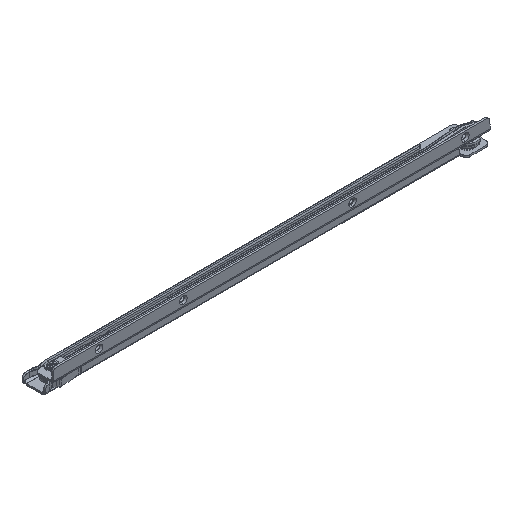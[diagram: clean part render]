
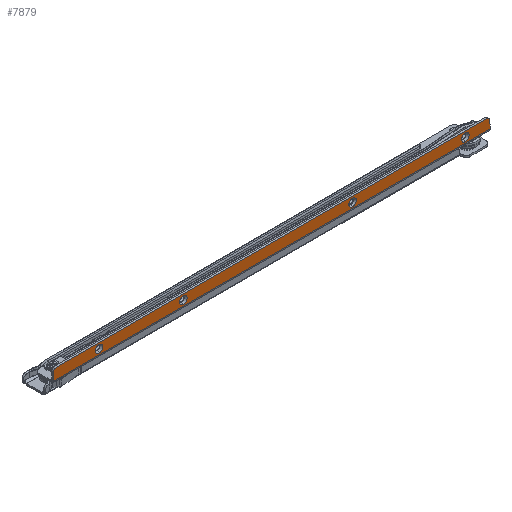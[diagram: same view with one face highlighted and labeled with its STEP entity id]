
A CAD part, isometric view. The second image highlights one B-rep face of the part: STEP entity #7879.
In plain terms, the highlighted planar face has unit normal (0, -1, 0).
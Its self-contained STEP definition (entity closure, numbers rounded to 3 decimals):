
#40 = ORIENTED_EDGE ( 'NONE', *, *, #13726, .T. ) ;
#145 = VERTEX_POINT ( 'NONE', #14385 ) ;
#218 = CIRCLE ( 'NONE', #3308, 4.25 ) ;
#273 = DIRECTION ( 'NONE',  ( 0., 0., -1. ) ) ;
#512 = CARTESIAN_POINT ( 'NONE',  ( 51.5, -8.95, 10.75 ) ) ;
#719 = CARTESIAN_POINT ( 'NONE',  ( 51.5, -8.95, 2.25 ) ) ;
#740 = CARTESIAN_POINT ( 'NONE',  ( 4., -8.95, 8.826 ) ) ;
#783 = LINE ( 'NONE', #952, #2268 ) ;
#952 = CARTESIAN_POINT ( 'NONE',  ( 493.5, -8.95, 12.29 ) ) ;
#1083 = ORIENTED_EDGE ( 'NONE', *, *, #14594, .T. ) ;
#1314 = CARTESIAN_POINT ( 'NONE',  ( 8., -8.95, 15.754 ) ) ;
#1585 = AXIS2_PLACEMENT_3D ( 'NONE', #740, #4776, #10151 ) ;
#1593 = FACE_BOUND ( 'NONE', #14324, .T. ) ;
#1825 = ORIENTED_EDGE ( 'NONE', *, *, #16833, .T. ) ;
#1841 = VERTEX_POINT ( 'NONE', #10931 ) ;
#1904 = DIRECTION ( 'NONE',  ( 0., 0., -1. ) ) ;
#2010 = DIRECTION ( 'NONE',  ( 0., 0., -1. ) ) ;
#2113 = DIRECTION ( 'NONE',  ( -1., 0., 0. ) ) ;
#2253 = VERTEX_POINT ( 'NONE', #16443 ) ;
#2268 = VECTOR ( 'NONE', #13982, 1000. ) ;
#2453 = DIRECTION ( 'NONE',  ( 0., -1., 0. ) ) ;
#2479 = EDGE_CURVE ( 'NONE', #7718, #7416, #14501, .T. ) ;
#2544 = CARTESIAN_POINT ( 'NONE',  ( 495.5, -8.95, 0.5 ) ) ;
#2811 = CARTESIAN_POINT ( 'NONE',  ( 339.5, -8.95, 2.25 ) ) ;
#2865 = EDGE_CURVE ( 'NONE', #13368, #3283, #8507, .T. ) ;
#3004 = DIRECTION ( 'NONE',  ( 0., 0., -1. ) ) ;
#3056 = ORIENTED_EDGE ( 'NONE', *, *, #12109, .T. ) ;
#3146 = CARTESIAN_POINT ( 'NONE',  ( 495.5, -8.95, 12.826 ) ) ;
#3283 = VERTEX_POINT ( 'NONE', #719 ) ;
#3308 = AXIS2_PLACEMENT_3D ( 'NONE', #12867, #16913, #6189 ) ;
#3343 = DIRECTION ( 'NONE',  ( 0., 1., 0. ) ) ;
#3564 = EDGE_CURVE ( 'NONE', #5016, #7367, #218, .T. ) ;
#3952 = EDGE_LOOP ( 'NONE', ( #12627, #10747, #4839, #5677, #10962, #10300, #1083, #1825 ) ) ;
#3968 = DIRECTION ( 'NONE',  ( 0., 0., 1. ) ) ;
#4053 = EDGE_CURVE ( 'NONE', #7416, #7718, #10072, .T. ) ;
#4099 = VERTEX_POINT ( 'NONE', #16807 ) ;
#4181 = ORIENTED_EDGE ( 'NONE', *, *, #3564, .T. ) ;
#4422 = AXIS2_PLACEMENT_3D ( 'NONE', #16262, #5625, #6935 ) ;
#4511 = AXIS2_PLACEMENT_3D ( 'NONE', #7819, #2453, #15732 ) ;
#4739 = AXIS2_PLACEMENT_3D ( 'NONE', #6876, #12157, #5118 ) ;
#4776 = DIRECTION ( 'NONE',  ( 0., -1., 0. ) ) ;
#4839 = ORIENTED_EDGE ( 'NONE', *, *, #7470, .F. ) ;
#4941 = DIRECTION ( 'NONE',  ( 0., 0., -1. ) ) ;
#4992 = LINE ( 'NONE', #9044, #12737 ) ;
#5016 = VERTEX_POINT ( 'NONE', #10248 ) ;
#5118 = DIRECTION ( 'NONE',  ( 0., 0., -1. ) ) ;
#5128 = ORIENTED_EDGE ( 'NONE', *, *, #6281, .T. ) ;
#5242 = ORIENTED_EDGE ( 'NONE', *, *, #15852, .T. ) ;
#5369 = LINE ( 'NONE', #1314, #17108 ) ;
#5574 = CARTESIAN_POINT ( 'NONE',  ( 467.5, -8.95, 2.25 ) ) ;
#5625 = DIRECTION ( 'NONE',  ( 0., 1., 0. ) ) ;
#5677 = ORIENTED_EDGE ( 'NONE', *, *, #8231, .T. ) ;
#5998 = FACE_OUTER_BOUND ( 'NONE', #3952, .T. ) ;
#6189 = DIRECTION ( 'NONE',  ( 0., 0., -1. ) ) ;
#6272 = LINE ( 'NONE', #3146, #9569 ) ;
#6281 = EDGE_CURVE ( 'NONE', #2253, #8873, #12890, .T. ) ;
#6558 = CARTESIAN_POINT ( 'NONE',  ( 0., -8.95, 0.5 ) ) ;
#6838 = AXIS2_PLACEMENT_3D ( 'NONE', #11383, #7501, #4941 ) ;
#6873 = VECTOR ( 'NONE', #3968, 1000. ) ;
#6876 = CARTESIAN_POINT ( 'NONE',  ( 147.5, -8.95, 6.5 ) ) ;
#6888 = EDGE_CURVE ( 'NONE', #4099, #14979, #7605, .T. ) ;
#6935 = DIRECTION ( 'NONE',  ( 0., 0., -1. ) ) ;
#6969 = FACE_BOUND ( 'NONE', #12405, .T. ) ;
#7013 = CARTESIAN_POINT ( 'NONE',  ( 467.5, -8.95, 10.75 ) ) ;
#7080 = CARTESIAN_POINT ( 'NONE',  ( 339.5, -8.95, 6.5 ) ) ;
#7247 = CIRCLE ( 'NONE', #10342, 4.25 ) ;
#7367 = VERTEX_POINT ( 'NONE', #2811 ) ;
#7416 = VERTEX_POINT ( 'NONE', #7013 ) ;
#7470 = EDGE_CURVE ( 'NONE', #1841, #14979, #6272, .T. ) ;
#7501 = DIRECTION ( 'NONE',  ( 0., 1., 0. ) ) ;
#7605 = LINE ( 'NONE', #6558, #16568 ) ;
#7607 = CIRCLE ( 'NONE', #4511, 4. ) ;
#7718 = VERTEX_POINT ( 'NONE', #5574 ) ;
#7819 = CARTESIAN_POINT ( 'NONE',  ( 491.5, -8.95, 8.826 ) ) ;
#7879 = ADVANCED_FACE ( 'NONE', ( #1593, #6969, #16379, #15661, #5998 ), #11362, .T. ) ;
#7942 = ORIENTED_EDGE ( 'NONE', *, *, #4053, .T. ) ;
#8136 = EDGE_CURVE ( 'NONE', #14774, #12086, #783, .T. ) ;
#8231 = EDGE_CURVE ( 'NONE', #1841, #14774, #7607, .T. ) ;
#8250 = VERTEX_POINT ( 'NONE', #12050 ) ;
#8507 = CIRCLE ( 'NONE', #6838, 4.25 ) ;
#8863 = CARTESIAN_POINT ( 'NONE',  ( 467.5, -8.95, 6.5 ) ) ;
#8873 = VERTEX_POINT ( 'NONE', #16490 ) ;
#9044 = CARTESIAN_POINT ( 'NONE',  ( 0., -8.95, 12.826 ) ) ;
#9372 = VERTEX_POINT ( 'NONE', #13190 ) ;
#9569 = VECTOR ( 'NONE', #1904, 1000. ) ;
#9840 = AXIS2_PLACEMENT_3D ( 'NONE', #16362, #15300, #273 ) ;
#10072 = CIRCLE ( 'NONE', #11776, 4.25 ) ;
#10151 = DIRECTION ( 'NONE',  ( -1., 0., 0. ) ) ;
#10248 = CARTESIAN_POINT ( 'NONE',  ( 339.5, -8.95, 10.75 ) ) ;
#10300 = ORIENTED_EDGE ( 'NONE', *, *, #10927, .F. ) ;
#10342 = AXIS2_PLACEMENT_3D ( 'NONE', #7080, #11220, #14036 ) ;
#10704 = EDGE_CURVE ( 'NONE', #4099, #145, #16027, .T. ) ;
#10747 = ORIENTED_EDGE ( 'NONE', *, *, #6888, .T. ) ;
#10922 = CARTESIAN_POINT ( 'NONE',  ( 0., -8.95, 12.826 ) ) ;
#10927 = EDGE_CURVE ( 'NONE', #9372, #12086, #4992, .T. ) ;
#10931 = CARTESIAN_POINT ( 'NONE',  ( 495.5, -8.95, 8.826 ) ) ;
#10962 = ORIENTED_EDGE ( 'NONE', *, *, #8136, .T. ) ;
#11115 = AXIS2_PLACEMENT_3D ( 'NONE', #8863, #3343, #2010 ) ;
#11177 = DIRECTION ( 'NONE',  ( 0., 1., 0. ) ) ;
#11220 = DIRECTION ( 'NONE',  ( 0., 1., 0. ) ) ;
#11362 = PLANE ( 'NONE',  #17148 ) ;
#11383 = CARTESIAN_POINT ( 'NONE',  ( 51.5, -8.95, 6.5 ) ) ;
#11439 = CARTESIAN_POINT ( 'NONE',  ( 467.5, -8.95, 6.5 ) ) ;
#11465 = CIRCLE ( 'NONE', #4422, 4.25 ) ;
#11640 = ORIENTED_EDGE ( 'NONE', *, *, #2479, .T. ) ;
#11776 = AXIS2_PLACEMENT_3D ( 'NONE', #11439, #11177, #3004 ) ;
#12050 = CARTESIAN_POINT ( 'NONE',  ( 2., -8.95, 12.29 ) ) ;
#12086 = VERTEX_POINT ( 'NONE', #14952 ) ;
#12109 = EDGE_CURVE ( 'NONE', #3283, #13368, #11465, .T. ) ;
#12157 = DIRECTION ( 'NONE',  ( 0., 1., 0. ) ) ;
#12405 = EDGE_LOOP ( 'NONE', ( #40, #4181 ) ) ;
#12566 = CIRCLE ( 'NONE', #1585, 4. ) ;
#12627 = ORIENTED_EDGE ( 'NONE', *, *, #10704, .F. ) ;
#12737 = VECTOR ( 'NONE', #12827, 1000. ) ;
#12827 = DIRECTION ( 'NONE',  ( 1., 0., 0. ) ) ;
#12867 = CARTESIAN_POINT ( 'NONE',  ( 339.5, -8.95, 6.5 ) ) ;
#12890 = CIRCLE ( 'NONE', #4739, 4.25 ) ;
#12894 = EDGE_LOOP ( 'NONE', ( #3056, #14314 ) ) ;
#12936 = CARTESIAN_POINT ( 'NONE',  ( 0., -8.95, -29.674 ) ) ;
#13103 = DIRECTION ( 'NONE',  ( -0.866, 0., -0.5 ) ) ;
#13190 = CARTESIAN_POINT ( 'NONE',  ( 2.928, -8.95, 12.826 ) ) ;
#13368 = VERTEX_POINT ( 'NONE', #512 ) ;
#13726 = EDGE_CURVE ( 'NONE', #7367, #5016, #7247, .T. ) ;
#13982 = DIRECTION ( 'NONE',  ( -0.866, 0., 0.5 ) ) ;
#14036 = DIRECTION ( 'NONE',  ( 0., 0., -1. ) ) ;
#14280 = EDGE_LOOP ( 'NONE', ( #5242, #5128 ) ) ;
#14314 = ORIENTED_EDGE ( 'NONE', *, *, #2865, .T. ) ;
#14324 = EDGE_LOOP ( 'NONE', ( #11640, #7942 ) ) ;
#14385 = CARTESIAN_POINT ( 'NONE',  ( 0., -8.95, 8.826 ) ) ;
#14501 = CIRCLE ( 'NONE', #11115, 4.25 ) ;
#14594 = EDGE_CURVE ( 'NONE', #9372, #8250, #5369, .T. ) ;
#14774 = VERTEX_POINT ( 'NONE', #15214 ) ;
#14952 = CARTESIAN_POINT ( 'NONE',  ( 492.572, -8.95, 12.826 ) ) ;
#14979 = VERTEX_POINT ( 'NONE', #2544 ) ;
#15214 = CARTESIAN_POINT ( 'NONE',  ( 493.5, -8.95, 12.29 ) ) ;
#15300 = DIRECTION ( 'NONE',  ( 0., 1., 0. ) ) ;
#15661 = FACE_BOUND ( 'NONE', #12894, .T. ) ;
#15732 = DIRECTION ( 'NONE',  ( -1., 0., 0. ) ) ;
#15789 = DIRECTION ( 'NONE',  ( 1., 0., 0. ) ) ;
#15852 = EDGE_CURVE ( 'NONE', #8873, #2253, #17147, .T. ) ;
#16027 = LINE ( 'NONE', #10922, #6873 ) ;
#16262 = CARTESIAN_POINT ( 'NONE',  ( 51.5, -8.95, 6.5 ) ) ;
#16362 = CARTESIAN_POINT ( 'NONE',  ( 147.5, -8.95, 6.5 ) ) ;
#16379 = FACE_BOUND ( 'NONE', #14280, .T. ) ;
#16443 = CARTESIAN_POINT ( 'NONE',  ( 147.5, -8.95, 10.75 ) ) ;
#16490 = CARTESIAN_POINT ( 'NONE',  ( 147.5, -8.95, 2.25 ) ) ;
#16568 = VECTOR ( 'NONE', #15789, 1000. ) ;
#16807 = CARTESIAN_POINT ( 'NONE',  ( 0., -8.95, 0.5 ) ) ;
#16833 = EDGE_CURVE ( 'NONE', #8250, #145, #12566, .T. ) ;
#16913 = DIRECTION ( 'NONE',  ( 0., 1., 0. ) ) ;
#17068 = DIRECTION ( 'NONE',  ( 0., -1., 0. ) ) ;
#17108 = VECTOR ( 'NONE', #13103, 1000. ) ;
#17147 = CIRCLE ( 'NONE', #9840, 4.25 ) ;
#17148 = AXIS2_PLACEMENT_3D ( 'NONE', #12936, #17068, #2113 ) ;
